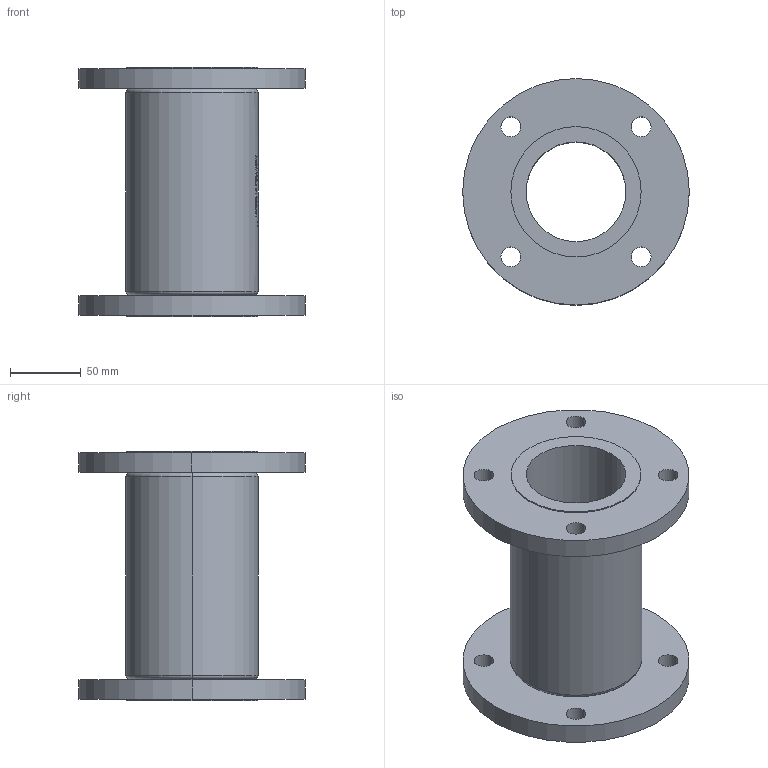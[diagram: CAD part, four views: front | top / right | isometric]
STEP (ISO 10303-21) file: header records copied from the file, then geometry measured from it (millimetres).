
FILE_DESCRIPTION (( 'STEP AP214' ), '1' );
FILE_NAME ('7150000_DN065_PN06_51422031.STEP', '2022-02-02T07:21:15', ( 'axxx' ), ( 'Hewlett-Packard Company' ), 'SwSTEP 2.0', 'SolidWorks 2019', '' );
FILE_SCHEMA (( 'AUTOMOTIVE_DESIGN' ));
Length unit declared in the file: millimetre
Products named in the file (1): 7150000_DN065_PN06_51422031
Bounding box: 160 x 160 x 176 mm (x, y, z)
Volume: 874153.6 mm3; surface area: 168446.2 mm2
Topology: 1 solids, 1 shells, 534 faces, 1388 edges, 924 vertices
Faces by surface type: plane 245, bspline 233, cylinder 48, torus 8
Entity records: 29495 total; most frequent: CARTESIAN_POINT 17928, ORIENTED_EDGE 2776, DIRECTION 1615, EDGE_CURVE 1388, VERTEX_POINT 924, VECTOR 739, LINE 739, EDGE_LOOP 620
